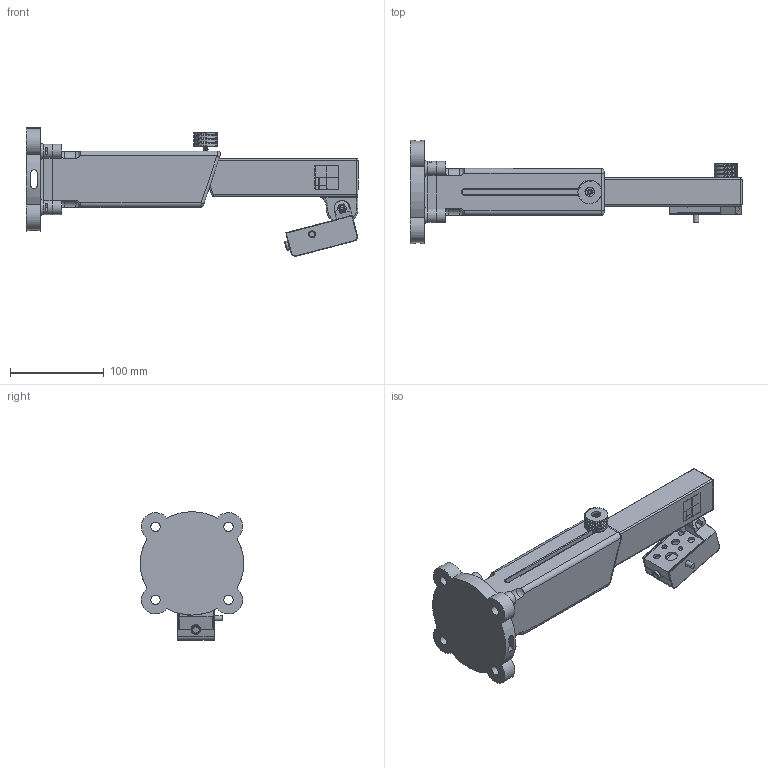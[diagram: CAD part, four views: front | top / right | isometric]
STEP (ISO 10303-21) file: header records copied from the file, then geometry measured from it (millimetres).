
FILE_DESCRIPTION(/* description */ (''),/* implementation_level */ '2;1');
FILE_NAME(/* name */ 'WBP assembly MVP + Beta V1.0.step',/* time_stamp */ '2023-11-17T16:23:08+01:00',/* author */ (''),/* organization */ (''),/* preprocessor_version */ 'ST-DEVELOPER v20',/* originating_system */ 'Autodesk Translation Framework v12.14.0.127',/* authorisation */ '');
FILE_SCHEMA (('AUTOMOTIVE_DESIGN { 1 0 10303 214 3 1 1 }'));
Length unit declared in the file: millimetre
Products named in the file (11): new assembly v2; avant bras alpha with parameters; cam holder Beta V1.0; top cover case; USB type C; external antenna; OV2640 160º; Biceps; #37437; M5x30 mm SCREW; knob
Assembly tree (12 placements, depth 3):
  new assembly v2
    avant bras alpha with parameters
    cam holder Beta V1.0
      top cover case
      USB type C
      external antenna
      OV2640 160º
    Biceps
    #37437
    M5x30 mm SCREW  x2
    knob  x2
Bounding box: 353.32 x 110 x 136.97 mm (x, y, z)
Volume: 568348.1 mm3; surface area: 185126.1 mm2
Topology: 20 solids, 20 shells, 1091 faces, 2783 edges, 1750 vertices
Faces by surface type: plane 464, cylinder 371, bspline 186, torus 45, sphere 19, cone 6
Full cylindrical faces by diameter (mm): 3.99 x30, 4.901 x50, 5 x13, 5.056 x1, 5.2 x2, 5.4 x1, 5.6 x2, 5.657 x1, 6.3 x1, 7.211 x2, 7.8 x1, 8.485 x1, 10 x7, 12.806 x1, 15 x1
Entity records: 37475 total; most frequent: CARTESIAN_POINT 15365, ORIENTED_EDGE 4768, DIRECTION 4050, EDGE_CURVE 2384, VERTEX_POINT 1508, LINE 1390, VECTOR 1390, AXIS2_PLACEMENT_3D 1330
